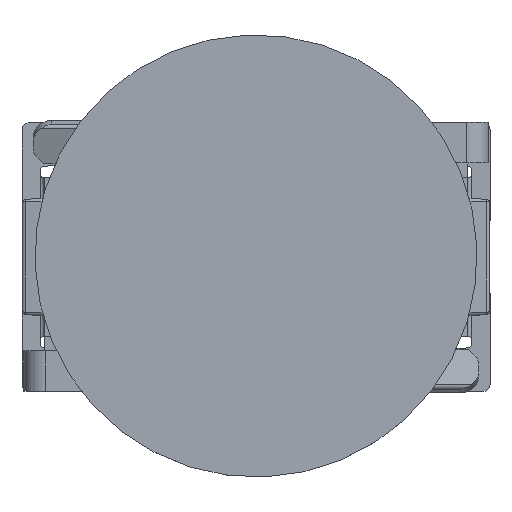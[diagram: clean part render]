
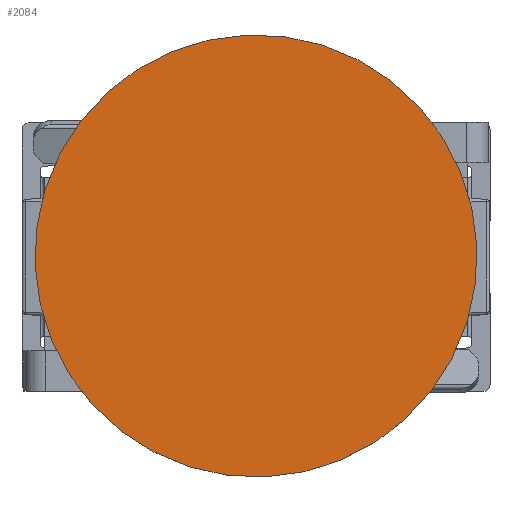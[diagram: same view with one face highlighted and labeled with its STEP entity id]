
A CAD part, top view. The second image highlights one B-rep face of the part: STEP entity #2084.
In plain terms, the highlighted planar face has unit normal (0, 0, 1).
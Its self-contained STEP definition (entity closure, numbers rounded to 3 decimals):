
#2084=ADVANCED_FACE('',(#3343),#2698,.F.);
#2698=PLANE('',#16484);
#3343=FACE_OUTER_BOUND('',#4244,.T.);
#4244=EDGE_LOOP('',(#7577));
#4890=CIRCLE('',#16481,6.);
#7577=ORIENTED_EDGE('',*,*,#12099,.F.);
#10251=VERTEX_POINT('',#25413);
#12099=EDGE_CURVE('',#10251,#10251,#4890,.T.);
#16481=AXIS2_PLACEMENT_3D('',#25412,#19366,#19367);
#16484=AXIS2_PLACEMENT_3D('',#25416,#19372,#19373);
#19366=DIRECTION('',(0.,0.,-1.));
#19367=DIRECTION('',(-0.924,-0.383,0.));
#19372=DIRECTION('',(0.,0.,-1.));
#19373=DIRECTION('',(-0.924,-0.383,0.));
#25412=CARTESIAN_POINT('',(7.5,7.85,18.8));
#25413=CARTESIAN_POINT('',(1.958,5.552,18.8));
#25416=CARTESIAN_POINT('',(7.5,7.85,18.8));
